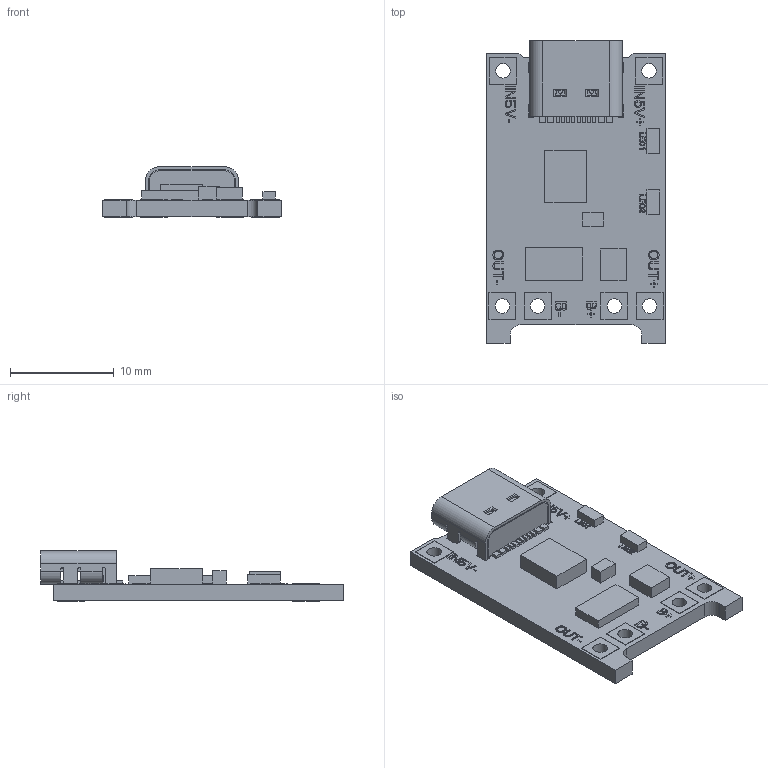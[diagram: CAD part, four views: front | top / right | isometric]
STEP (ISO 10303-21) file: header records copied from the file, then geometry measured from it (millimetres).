
FILE_DESCRIPTION(/* description */ (''),/* implementation_level */ '2;1');
FILE_NAME(/* name */ 'tp4056_pcb_asm v1.step',/* time_stamp */ '2024-07-25T14:37:35+03:00',/* author */ (''),/* organization */ (''),/* preprocessor_version */ 'ST-DEVELOPER v20',/* originating_system */ 'Autodesk Translation Framework v13.14.0.145',/* authorisation */ '');
FILE_SCHEMA (('AUTOMOTIVE_DESIGN { 1 0 10303 214 3 1 1 }'));
Length unit declared in the file: millimetre
Products named in the file (33): tp4056_pcb_asm; TP4056_PCB; PRT0001; PRT0002; PRT0003; PRT0004; PRT0005; USB_TYPE_C_PORT_SMDTYPE_ASM; USB_TYPE_C_PORT__SMD_TYPE__ASM; BOSS-EXTRUDE14_8_; BOSS-EXTRUDE7_4_; BOSS-EXTRUDE7_3_; BOSS-EXTRUDE14_4_; BOSS-EXTRUDE14_2_; BOSS-EXTRUDE14_11_; BOSS-EXTRUDE7_7_; BOSS-EXTRUDE14_9_; BOSS-EXTRUDE14_3_; BOSS-EXTRUDE14_7_; MIRROR2; BOSS-EXTRUDE14_5_; BOSS-EXTRUDE14_12_; BOSS-EXTRUDE7_8_; BOSS-EXTRUDE7_1_; BOSS-EXTRUDE14_10_; BOSS-EXTRUDE7_9_; BOSS-EXTRUDE14_6_; CHAMFER9; BOSS-EXTRUDE14_1_; BOSS-EXTRUDE7_6_; BOSS-EXTRUDE7_2_; CUT-EXTRUDE5; BOSS-EXTRUDE7_5_
Assembly tree (33 placements, depth 4):
  tp4056_pcb_asm
    TP4056_PCB
    PRT0001
    PRT0002
    PRT0003
    PRT0004
    PRT0005  x2
    USB_TYPE_C_PORT_SMDTYPE_ASM
      USB_TYPE_C_PORT__SMD_TYPE__ASM
        BOSS-EXTRUDE14_8_
        BOSS-EXTRUDE7_4_
        BOSS-EXTRUDE7_3_
        BOSS-EXTRUDE14_4_
        BOSS-EXTRUDE14_2_
        BOSS-EXTRUDE14_11_
        BOSS-EXTRUDE7_7_
        BOSS-EXTRUDE14_9_
        BOSS-EXTRUDE14_3_
        BOSS-EXTRUDE14_7_
        MIRROR2
        BOSS-EXTRUDE14_5_
        BOSS-EXTRUDE14_12_
        BOSS-EXTRUDE7_8_
        BOSS-EXTRUDE7_1_
        BOSS-EXTRUDE14_10_
        BOSS-EXTRUDE7_9_
        BOSS-EXTRUDE14_6_
        CHAMFER9
        BOSS-EXTRUDE14_1_
        BOSS-EXTRUDE7_6_
        BOSS-EXTRUDE7_2_
        CUT-EXTRUDE5
        BOSS-EXTRUDE7_5_
Bounding box: 17.3 x 29.2 x 4.86 mm (x, y, z)
Volume: 893.8 mm3; surface area: 1868.8 mm2
Topology: 31 solids, 31 shells, 979 faces, 2548 edges, 1668 vertices
Faces by surface type: plane 671, bspline 183, cylinder 101, torus 12, cone 6, sphere 6
Full cylindrical faces by diameter (mm): 0.5 x2, 0.6 x2, 1.4 x6
Entity records: 31932 total; most frequent: CARTESIAN_POINT 7300, ORIENTED_EDGE 5056, DIRECTION 4484, EDGE_CURVE 2528, LINE 1940, VECTOR 1940, VERTEX_POINT 1660, AXIS2_PLACEMENT_3D 1272
